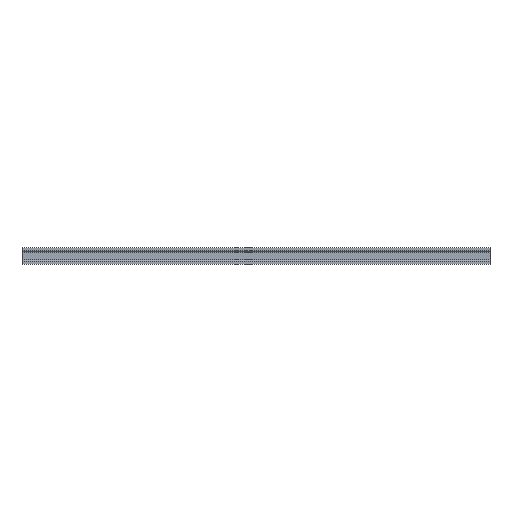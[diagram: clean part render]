
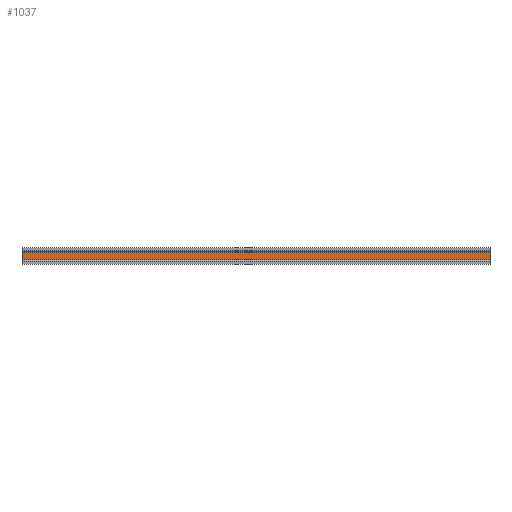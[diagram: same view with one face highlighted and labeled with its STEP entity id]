
A CAD part, front view. The second image highlights one B-rep face of the part: STEP entity #1037.
In plain terms, the highlighted planar face has unit normal (0, -1, 0).
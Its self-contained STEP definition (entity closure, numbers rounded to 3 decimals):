
#25 = CARTESIAN_POINT ( 'NONE',  ( 1250., 0., 9.96 ) ) ;
#85 = EDGE_CURVE ( 'NONE', #546, #209, #102, .T. ) ;
#102 = LINE ( 'NONE', #891, #1078 ) ;
#204 = VECTOR ( 'NONE', #604, 1000. ) ;
#209 = VERTEX_POINT ( 'NONE', #1020 ) ;
#251 = DIRECTION ( 'NONE',  ( 0., 1., 0. ) ) ;
#282 = VECTOR ( 'NONE', #629, 1000. ) ;
#384 = LINE ( 'NONE', #986, #397 ) ;
#392 = ORIENTED_EDGE ( 'NONE', *, *, #1058, .T. ) ;
#397 = VECTOR ( 'NONE', #481, 1000. ) ;
#409 = ORIENTED_EDGE ( 'NONE', *, *, #664, .F. ) ;
#425 = CARTESIAN_POINT ( 'NONE',  ( 1250., 0., 9.96 ) ) ;
#452 = EDGE_CURVE ( 'NONE', #993, #735, #861, .T. ) ;
#481 = DIRECTION ( 'NONE',  ( -1., 0., 0. ) ) ;
#545 = AXIS2_PLACEMENT_3D ( 'NONE', #1045, #251, #959 ) ;
#546 = VERTEX_POINT ( 'NONE', #865 ) ;
#604 = DIRECTION ( 'NONE',  ( 0., 0., -1. ) ) ;
#627 = ORIENTED_EDGE ( 'NONE', *, *, #85, .T. ) ;
#629 = DIRECTION ( 'NONE',  ( -1., 0., 0. ) ) ;
#664 = EDGE_CURVE ( 'NONE', #735, #209, #384, .T. ) ;
#735 = VERTEX_POINT ( 'NONE', #824 ) ;
#739 = ORIENTED_EDGE ( 'NONE', *, *, #452, .F. ) ;
#769 = EDGE_LOOP ( 'NONE', ( #627, #409, #739, #392 ) ) ;
#776 = FACE_OUTER_BOUND ( 'NONE', #769, .T. ) ;
#824 = CARTESIAN_POINT ( 'NONE',  ( 1250., 0., -9.96 ) ) ;
#861 = LINE ( 'NONE', #425, #204 ) ;
#865 = CARTESIAN_POINT ( 'NONE',  ( 0., 0., 9.96 ) ) ;
#891 = CARTESIAN_POINT ( 'NONE',  ( 0., 0., 9.96 ) ) ;
#959 = DIRECTION ( 'NONE',  ( 0., 0., 1. ) ) ;
#972 = CARTESIAN_POINT ( 'NONE',  ( 1250., 0., 9.96 ) ) ;
#986 = CARTESIAN_POINT ( 'NONE',  ( 1250., 0., -9.96 ) ) ;
#990 = LINE ( 'NONE', #25, #282 ) ;
#993 = VERTEX_POINT ( 'NONE', #972 ) ;
#994 = DIRECTION ( 'NONE',  ( 0., 0., -1. ) ) ;
#1020 = CARTESIAN_POINT ( 'NONE',  ( 0., 0., -9.96 ) ) ;
#1037 = ADVANCED_FACE ( 'NONE', ( #776 ), #1136, .F. ) ;
#1045 = CARTESIAN_POINT ( 'NONE',  ( 1250., 0., 9.96 ) ) ;
#1058 = EDGE_CURVE ( 'NONE', #993, #546, #990, .T. ) ;
#1078 = VECTOR ( 'NONE', #994, 1000. ) ;
#1136 = PLANE ( 'NONE',  #545 ) ;
